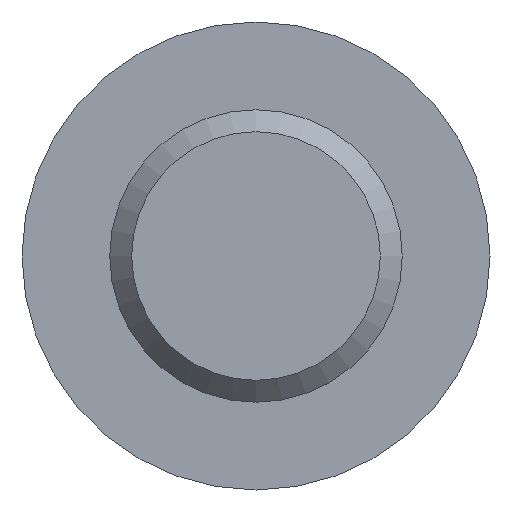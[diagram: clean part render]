
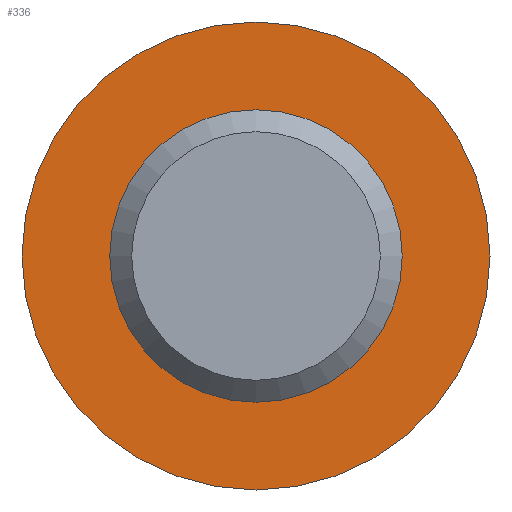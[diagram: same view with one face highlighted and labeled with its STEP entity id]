
A CAD part, front view. The second image highlights one B-rep face of the part: STEP entity #336.
In plain terms, the highlighted planar face has unit normal (0, -1, 0).
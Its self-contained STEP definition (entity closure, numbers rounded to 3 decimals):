
#16 = FACE_BOUND ( 'NONE', #304, .T. ) ;
#27 = EDGE_CURVE ( 'NONE', #81, #81, #381, .T. ) ;
#81 = VERTEX_POINT ( 'NONE', #214 ) ;
#85 = AXIS2_PLACEMENT_3D ( 'NONE', #230, #397, #137 ) ;
#88 = CARTESIAN_POINT ( 'NONE',  ( 0., 30., -5. ) ) ;
#119 = CARTESIAN_POINT ( 'NONE',  ( 0., 30., 0. ) ) ;
#130 = VERTEX_POINT ( 'NONE', #88 ) ;
#137 = DIRECTION ( 'NONE',  ( 0., 0., -1. ) ) ;
#163 = DIRECTION ( 'NONE',  ( 0., 0., -1. ) ) ;
#191 = AXIS2_PLACEMENT_3D ( 'NONE', #217, #399, #361 ) ;
#214 = CARTESIAN_POINT ( 'NONE',  ( 0., 30., -8. ) ) ;
#217 = CARTESIAN_POINT ( 'NONE',  ( -5., 30., 0. ) ) ;
#230 = CARTESIAN_POINT ( 'NONE',  ( 0., 30., 0. ) ) ;
#235 = EDGE_CURVE ( 'NONE', #130, #130, #318, .T. ) ;
#286 = DIRECTION ( 'NONE',  ( 0., -1., 0. ) ) ;
#304 = EDGE_LOOP ( 'NONE', ( #438 ) ) ;
#311 = PLANE ( 'NONE',  #191 ) ;
#318 = CIRCLE ( 'NONE', #457, 5. ) ;
#336 = ADVANCED_FACE ( 'NONE', ( #16, #407 ), #311, .F. ) ;
#348 = ORIENTED_EDGE ( 'NONE', *, *, #27, .T. ) ;
#361 = DIRECTION ( 'NONE',  ( 0., 0., 1. ) ) ;
#381 = CIRCLE ( 'NONE', #85, 8. ) ;
#397 = DIRECTION ( 'NONE',  ( 0., -1., 0. ) ) ;
#399 = DIRECTION ( 'NONE',  ( 0., 1., 0. ) ) ;
#407 = FACE_OUTER_BOUND ( 'NONE', #467, .T. ) ;
#438 = ORIENTED_EDGE ( 'NONE', *, *, #235, .F. ) ;
#457 = AXIS2_PLACEMENT_3D ( 'NONE', #119, #286, #163 ) ;
#467 = EDGE_LOOP ( 'NONE', ( #348 ) ) ;
